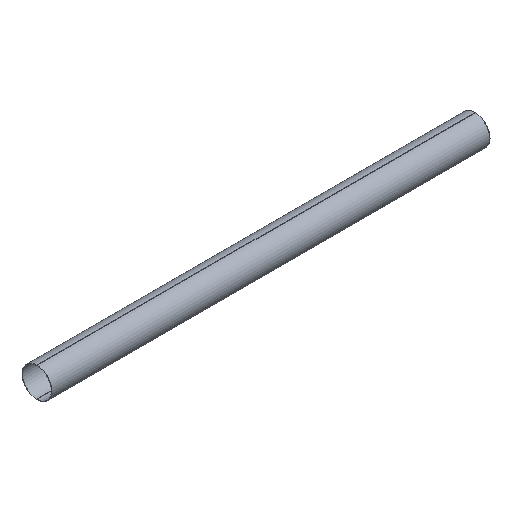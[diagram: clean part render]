
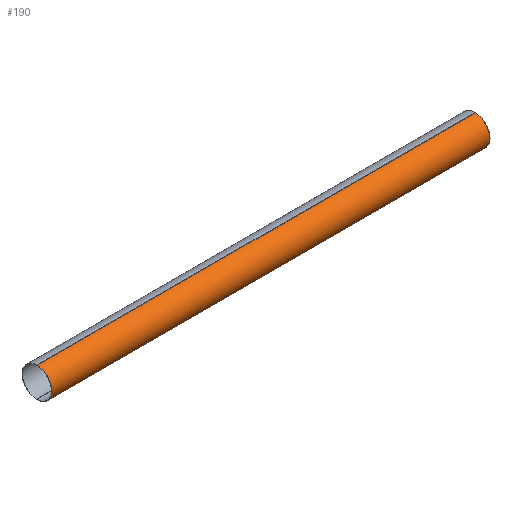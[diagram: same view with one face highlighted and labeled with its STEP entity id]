
A CAD part, isometric view. The second image highlights one B-rep face of the part: STEP entity #190.
In plain terms, the highlighted cylindrical face has radius 31.166 mm (diameter 62.332 mm), a partial arc.
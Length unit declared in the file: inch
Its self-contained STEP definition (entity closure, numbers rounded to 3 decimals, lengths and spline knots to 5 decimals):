
#3 = DIRECTION ( 'NONE',  ( 0., 0., -1. ) ) ;
#8 = AXIS2_PLACEMENT_3D ( 'NONE', #141, #177, #3 ) ;
#9 = DIRECTION ( 'NONE',  ( -1., 0., 0. ) ) ;
#11 = FACE_OUTER_BOUND ( 'NONE', #109, .T. ) ;
#12 = CIRCLE ( 'NONE', #8, 1.227 ) ;
#21 = CIRCLE ( 'NONE', #100, 1.227 ) ;
#24 = DIRECTION ( 'NONE',  ( -1., 0., 0. ) ) ;
#26 = LINE ( 'NONE', #129, #64 ) ;
#48 = CARTESIAN_POINT ( 'NONE',  ( -18., 0., -1.227 ) ) ;
#61 = DIRECTION ( 'NONE',  ( 0., 0., 1. ) ) ;
#64 = VECTOR ( 'NONE', #79, 39.37008 ) ;
#69 = ORIENTED_EDGE ( 'NONE', *, *, #216, .T. ) ;
#79 = DIRECTION ( 'NONE',  ( -1., 0., 0. ) ) ;
#83 = VERTEX_POINT ( 'NONE', #194 ) ;
#86 = EDGE_CURVE ( 'NONE', #83, #210, #12, .T. ) ;
#88 = VERTEX_POINT ( 'NONE', #115 ) ;
#95 = DIRECTION ( 'NONE',  ( 1., 0., 0. ) ) ;
#100 = AXIS2_PLACEMENT_3D ( 'NONE', #104, #95, #164 ) ;
#103 = ORIENTED_EDGE ( 'NONE', *, *, #204, .F. ) ;
#104 = CARTESIAN_POINT ( 'NONE',  ( 18., 0., 0. ) ) ;
#108 = CARTESIAN_POINT ( 'NONE',  ( 18., 0., 1.227 ) ) ;
#109 = EDGE_LOOP ( 'NONE', ( #103, #169, #69, #140 ) ) ;
#113 = VERTEX_POINT ( 'NONE', #179 ) ;
#115 = CARTESIAN_POINT ( 'NONE',  ( 18., 0., 1.227 ) ) ;
#129 = CARTESIAN_POINT ( 'NONE',  ( 18., 0., -1.227 ) ) ;
#130 = AXIS2_PLACEMENT_3D ( 'NONE', #222, #24, #61 ) ;
#140 = ORIENTED_EDGE ( 'NONE', *, *, #86, .T. ) ;
#141 = CARTESIAN_POINT ( 'NONE',  ( -18., 0., 0. ) ) ;
#156 = EDGE_CURVE ( 'NONE', #88, #113, #21, .T. ) ;
#162 = LINE ( 'NONE', #108, #185 ) ;
#164 = DIRECTION ( 'NONE',  ( 0., 0., -1. ) ) ;
#169 = ORIENTED_EDGE ( 'NONE', *, *, #156, .F. ) ;
#177 = DIRECTION ( 'NONE',  ( 1., 0., 0. ) ) ;
#179 = CARTESIAN_POINT ( 'NONE',  ( 18., 0., -1.227 ) ) ;
#185 = VECTOR ( 'NONE', #9, 39.37008 ) ;
#190 = ADVANCED_FACE ( 'NONE', ( #11 ), #217, .T. ) ;
#194 = CARTESIAN_POINT ( 'NONE',  ( -18., 0., 1.227 ) ) ;
#204 = EDGE_CURVE ( 'NONE', #113, #210, #26, .T. ) ;
#210 = VERTEX_POINT ( 'NONE', #48 ) ;
#216 = EDGE_CURVE ( 'NONE', #88, #83, #162, .T. ) ;
#217 = CYLINDRICAL_SURFACE ( 'NONE', #130, 1.227 ) ;
#222 = CARTESIAN_POINT ( 'NONE',  ( 18., 0., 0. ) ) ;
